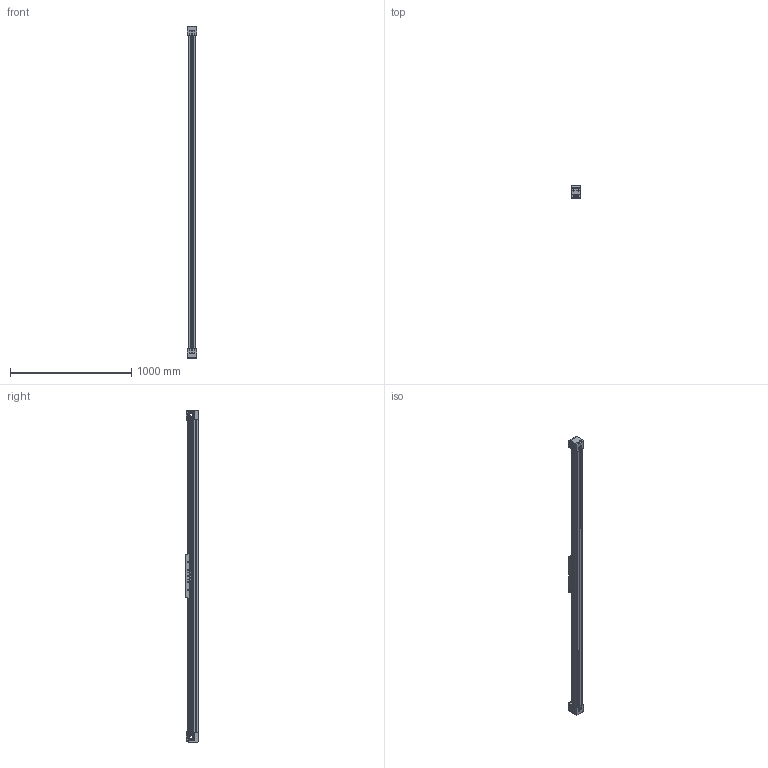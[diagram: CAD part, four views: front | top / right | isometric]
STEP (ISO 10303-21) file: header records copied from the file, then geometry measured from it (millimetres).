
FILE_DESCRIPTION (( 'STEP AP214' ), '1' );
FILE_NAME ('BLM60-2200.STEP', '2023-02-28T09:12:06', ( '' ), ( '' ), 'SwSTEP 2.0', 'SolidWorks 2023', '' );
FILE_SCHEMA (( 'AUTOMOTIVE_DESIGN' ));
Length unit declared in the file: millimetre
Products named in the file (1): BLM60-2200
Bounding box: 80 x 104 x 2736 mm (x, y, z)
Volume: 9837790.3 mm3; surface area: 2015899.3 mm2
Topology: 117 solids, 117 shells, 5464 faces, 15218 edges, 9936 vertices
Faces by surface type: plane 3026, cylinder 2070, torus 176, sphere 116, cone 52, bspline 24
Entity records: 239307 total; most frequent: CARTESIAN_POINT 35149, DIRECTION 30246, ORIENTED_EDGE 29732, EDGE_CURVE 14866, AXIS2_PLACEMENT_3D 10105, LINE 10036, VECTOR 10036, VERTEX_POINT 9824
